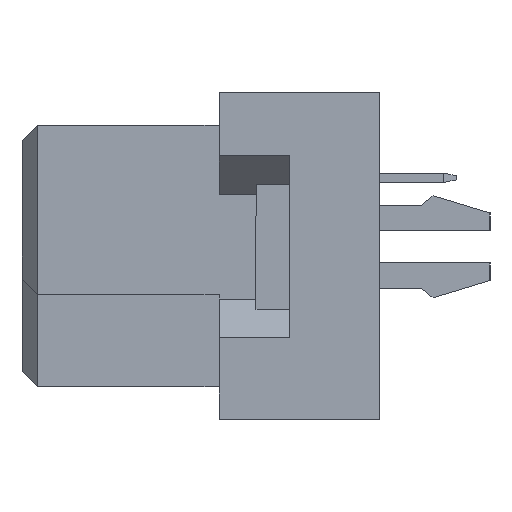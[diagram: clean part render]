
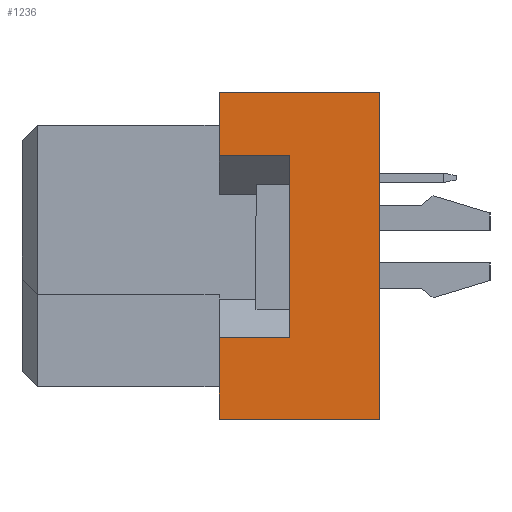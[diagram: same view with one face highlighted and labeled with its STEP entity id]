
A CAD part, left-side view. The second image highlights one B-rep face of the part: STEP entity #1236.
In plain terms, the highlighted planar face has unit normal (-1, 0, 0).
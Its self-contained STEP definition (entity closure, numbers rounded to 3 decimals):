
#96 = VECTOR ( 'NONE', #19380, 1000. ) ;
#528 = VERTEX_POINT ( 'NONE', #19040 ) ;
#911 = ORIENTED_EDGE ( 'NONE', *, *, #16156, .T. ) ;
#964 = ORIENTED_EDGE ( 'NONE', *, *, #1233, .F. ) ;
#1129 = CARTESIAN_POINT ( 'NONE',  ( -27.5, -6.4, -2.65 ) ) ;
#1233 = EDGE_CURVE ( 'NONE', #8539, #13782, #7662, .T. ) ;
#1236 = ADVANCED_FACE ( 'NONE', ( #7865 ), #13947, .T. ) ;
#1650 = CARTESIAN_POINT ( 'NONE',  ( -27.5, -11.6, -5.3 ) ) ;
#2567 = EDGE_CURVE ( 'NONE', #2842, #528, #12239, .T. ) ;
#2791 = CARTESIAN_POINT ( 'NONE',  ( -27.5, -6.4, -5.3 ) ) ;
#2842 = VERTEX_POINT ( 'NONE', #8673 ) ;
#3337 = LINE ( 'NONE', #12764, #96 ) ;
#3782 = ORIENTED_EDGE ( 'NONE', *, *, #8063, .T. ) ;
#4014 = LINE ( 'NONE', #14905, #18298 ) ;
#4192 = VECTOR ( 'NONE', #7468, 1000. ) ;
#4331 = CARTESIAN_POINT ( 'NONE',  ( -27.5, -11.6, 5.3 ) ) ;
#4500 = CARTESIAN_POINT ( 'NONE',  ( -27.5, -8.7, -2.65 ) ) ;
#4519 = CARTESIAN_POINT ( 'NONE',  ( -27.5, -8.7, 3.25 ) ) ;
#5474 = CARTESIAN_POINT ( 'NONE',  ( -27.5, -6.4, -5.3 ) ) ;
#5678 = EDGE_LOOP ( 'NONE', ( #911, #18137, #14079, #3782, #7073, #12966, #964, #11544 ) ) ;
#5738 = VECTOR ( 'NONE', #13846, 1000. ) ;
#5994 = DIRECTION ( 'NONE',  ( 0., 0., 1. ) ) ;
#7073 = ORIENTED_EDGE ( 'NONE', *, *, #2567, .T. ) ;
#7457 = LINE ( 'NONE', #15526, #5738 ) ;
#7468 = DIRECTION ( 'NONE',  ( 0., 0., 1. ) ) ;
#7662 = LINE ( 'NONE', #4519, #8640 ) ;
#7865 = FACE_OUTER_BOUND ( 'NONE', #5678, .T. ) ;
#8063 = EDGE_CURVE ( 'NONE', #18929, #2842, #17421, .T. ) ;
#8539 = VERTEX_POINT ( 'NONE', #12573 ) ;
#8640 = VECTOR ( 'NONE', #20455, 1000. ) ;
#8673 = CARTESIAN_POINT ( 'NONE',  ( -27.5, -11.6, 5.3 ) ) ;
#8723 = DIRECTION ( 'NONE',  ( 0., 0., 1. ) ) ;
#8817 = VECTOR ( 'NONE', #16855, 1000. ) ;
#9122 = DIRECTION ( 'NONE',  ( -1., 0., 0. ) ) ;
#9316 = VERTEX_POINT ( 'NONE', #2791 ) ;
#9484 = LINE ( 'NONE', #9590, #14254 ) ;
#9590 = CARTESIAN_POINT ( 'NONE',  ( -27.5, -8.7, -2.65 ) ) ;
#10355 = CARTESIAN_POINT ( 'NONE',  ( -27.5, -11.6, 5.3 ) ) ;
#11544 = ORIENTED_EDGE ( 'NONE', *, *, #14016, .F. ) ;
#12239 = LINE ( 'NONE', #10355, #8817 ) ;
#12573 = CARTESIAN_POINT ( 'NONE',  ( -27.5, -8.7, 3.25 ) ) ;
#12684 = VERTEX_POINT ( 'NONE', #1129 ) ;
#12737 = DIRECTION ( 'NONE',  ( 0., 0., 1. ) ) ;
#12764 = CARTESIAN_POINT ( 'NONE',  ( -27.5, -11.6, -5.3 ) ) ;
#12966 = ORIENTED_EDGE ( 'NONE', *, *, #19436, .F. ) ;
#13435 = DIRECTION ( 'NONE',  ( 0., 0., 1. ) ) ;
#13782 = VERTEX_POINT ( 'NONE', #18309 ) ;
#13846 = DIRECTION ( 'NONE',  ( 0., 1., 0. ) ) ;
#13947 = PLANE ( 'NONE',  #20364 ) ;
#14016 = EDGE_CURVE ( 'NONE', #19940, #8539, #9484, .T. ) ;
#14079 = ORIENTED_EDGE ( 'NONE', *, *, #17828, .F. ) ;
#14254 = VECTOR ( 'NONE', #12737, 1000. ) ;
#14790 = LINE ( 'NONE', #5474, #19848 ) ;
#14905 = CARTESIAN_POINT ( 'NONE',  ( -27.5, -6.4, -5.3 ) ) ;
#15526 = CARTESIAN_POINT ( 'NONE',  ( -27.5, -8.7, -2.65 ) ) ;
#15629 = CARTESIAN_POINT ( 'NONE',  ( -27.5, -11.6, 5.3 ) ) ;
#16156 = EDGE_CURVE ( 'NONE', #19940, #12684, #7457, .T. ) ;
#16855 = DIRECTION ( 'NONE',  ( 0., 1., 0. ) ) ;
#17421 = LINE ( 'NONE', #4331, #4192 ) ;
#17828 = EDGE_CURVE ( 'NONE', #18929, #9316, #3337, .T. ) ;
#18137 = ORIENTED_EDGE ( 'NONE', *, *, #18194, .F. ) ;
#18194 = EDGE_CURVE ( 'NONE', #9316, #12684, #14790, .T. ) ;
#18298 = VECTOR ( 'NONE', #8723, 1000. ) ;
#18309 = CARTESIAN_POINT ( 'NONE',  ( -27.5, -6.4, 3.25 ) ) ;
#18929 = VERTEX_POINT ( 'NONE', #1650 ) ;
#19040 = CARTESIAN_POINT ( 'NONE',  ( -27.5, -6.4, 5.3 ) ) ;
#19380 = DIRECTION ( 'NONE',  ( 0., 1., 0. ) ) ;
#19436 = EDGE_CURVE ( 'NONE', #13782, #528, #4014, .T. ) ;
#19848 = VECTOR ( 'NONE', #13435, 1000. ) ;
#19940 = VERTEX_POINT ( 'NONE', #4500 ) ;
#20364 = AXIS2_PLACEMENT_3D ( 'NONE', #15629, #9122, #5994 ) ;
#20455 = DIRECTION ( 'NONE',  ( 0., 1., 0. ) ) ;
